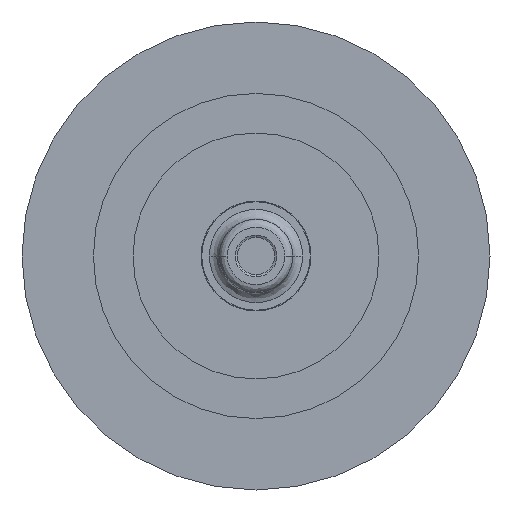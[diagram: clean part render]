
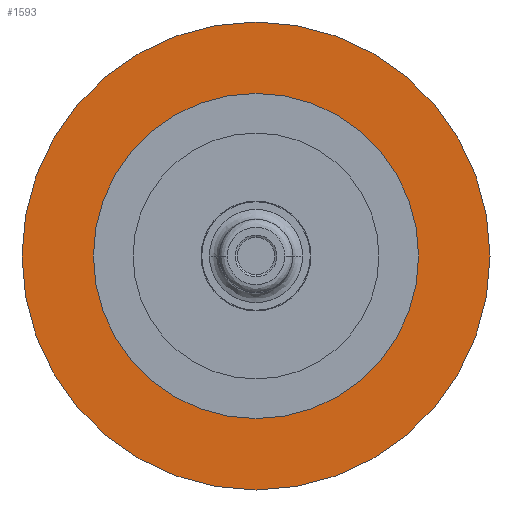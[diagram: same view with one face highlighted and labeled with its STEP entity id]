
A CAD part, front view. The second image highlights one B-rep face of the part: STEP entity #1593.
In plain terms, the highlighted planar face has unit normal (0, -1, 0).
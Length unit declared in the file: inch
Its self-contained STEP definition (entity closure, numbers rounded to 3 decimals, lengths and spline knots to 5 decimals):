
#43 = CIRCLE ( 'NONE', #603, 0.41 ) ;
#134 = CIRCLE ( 'NONE', #601, 0.59 ) ;
#242 = CARTESIAN_POINT ( 'NONE',  ( 0., 0., 0.59 ) ) ;
#245 = CARTESIAN_POINT ( 'NONE',  ( 0., 0., -0.59 ) ) ;
#248 = CARTESIAN_POINT ( 'NONE',  ( 0., 0., 0.41 ) ) ;
#249 = CARTESIAN_POINT ( 'NONE',  ( 0., 0., -0.41 ) ) ;
#329 = DIRECTION ( 'NONE',  ( 0., 0., 1. ) ) ;
#330 = DIRECTION ( 'NONE',  ( 0., -1., 0. ) ) ;
#331 = CARTESIAN_POINT ( 'NONE',  ( 0., 0., 0. ) ) ;
#332 = DIRECTION ( 'NONE',  ( 0., 0., 1. ) ) ;
#333 = DIRECTION ( 'NONE',  ( 0., 1., 0. ) ) ;
#334 = CARTESIAN_POINT ( 'NONE',  ( 0., 0., 0. ) ) ;
#504 = EDGE_CURVE ( 'NONE', #1024, #1027, #134, .T. ) ;
#508 = EDGE_CURVE ( 'NONE', #1020, #1021, #43, .T. ) ;
#546 = EDGE_CURVE ( 'NONE', #1021, #1020, #2124, .T. ) ;
#547 = EDGE_CURVE ( 'NONE', #1027, #1024, #2127, .T. ) ;
#601 = AXIS2_PLACEMENT_3D ( 'NONE', #859, #858, #857 ) ;
#603 = AXIS2_PLACEMENT_3D ( 'NONE', #850, #849, #848 ) ;
#635 = AXIS2_PLACEMENT_3D ( 'NONE', #334, #333, #332 ) ;
#636 = AXIS2_PLACEMENT_3D ( 'NONE', #331, #330, #329 ) ;
#659 = AXIS2_PLACEMENT_3D ( 'NONE', #2184, #2177, #2176 ) ;
#848 = DIRECTION ( 'NONE',  ( 0., 0., 1. ) ) ;
#849 = DIRECTION ( 'NONE',  ( 0., 1., 0. ) ) ;
#850 = CARTESIAN_POINT ( 'NONE',  ( 0., 0., 0. ) ) ;
#857 = DIRECTION ( 'NONE',  ( 0., 0., 1. ) ) ;
#858 = DIRECTION ( 'NONE',  ( 0., -1., 0. ) ) ;
#859 = CARTESIAN_POINT ( 'NONE',  ( 0., 0., 0. ) ) ;
#1020 = VERTEX_POINT ( 'NONE', #249 ) ;
#1021 = VERTEX_POINT ( 'NONE', #248 ) ;
#1024 = VERTEX_POINT ( 'NONE', #245 ) ;
#1027 = VERTEX_POINT ( 'NONE', #242 ) ;
#1367 = ORIENTED_EDGE ( 'NONE', *, *, #508, .T. ) ;
#1368 = ORIENTED_EDGE ( 'NONE', *, *, #546, .T. ) ;
#1369 = ORIENTED_EDGE ( 'NONE', *, *, #504, .T. ) ;
#1370 = ORIENTED_EDGE ( 'NONE', *, *, #547, .T. ) ;
#1527 = EDGE_LOOP ( 'NONE', ( #1370, #1369 ) ) ;
#1532 = EDGE_LOOP ( 'NONE', ( #1368, #1367 ) ) ;
#1593 = ADVANCED_FACE ( 'NONE', ( #1664, #1673 ), #2179, .T. ) ;
#1664 = FACE_OUTER_BOUND ( 'NONE', #1527, .T. ) ;
#1673 = FACE_BOUND ( 'NONE', #1532, .T. ) ;
#2124 = CIRCLE ( 'NONE', #635, 0.41 ) ;
#2127 = CIRCLE ( 'NONE', #636, 0.59 ) ;
#2176 = DIRECTION ( 'NONE',  ( 0., 0., -1. ) ) ;
#2177 = DIRECTION ( 'NONE',  ( 0., -1., 0. ) ) ;
#2179 = PLANE ( 'NONE',  #659 ) ;
#2184 = CARTESIAN_POINT ( 'NONE',  ( -0.59, 0., 0. ) ) ;
